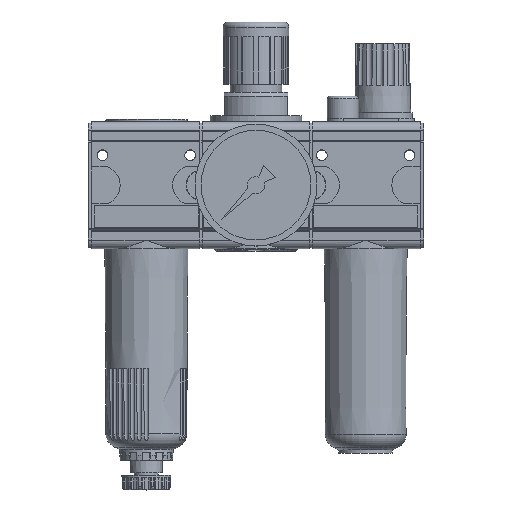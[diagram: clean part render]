
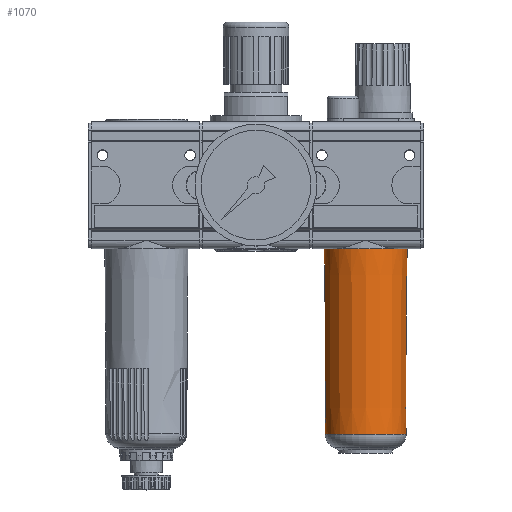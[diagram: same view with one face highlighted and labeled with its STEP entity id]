
A CAD part, top view. The second image highlights one B-rep face of the part: STEP entity #1070.
In plain terms, the highlighted conical face has half-angle 0.367 degrees and reference radius 17.085 mm.
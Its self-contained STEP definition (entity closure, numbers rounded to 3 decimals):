
#1070 = ADVANCED_FACE( '', ( #2694, #2695 ), #2696, .T. );
#2694 = FACE_BOUND( '', #4382, .T. );
#2695 = FACE_OUTER_BOUND( '', #4383, .T. );
#2696 = CONICAL_SURFACE( '', #4384, 17.085, 0.006 );
#4382 = EDGE_LOOP( '', ( #10082 ) );
#4383 = EDGE_LOOP( '', ( #10083 ) );
#4384 = AXIS2_PLACEMENT_3D( '', #10084, #10085, #10086 );
#10082 = ORIENTED_EDGE( '', *, *, #12208, .F. );
#10083 = ORIENTED_EDGE( '', *, *, #12209, .T. );
#10084 = CARTESIAN_POINT( '', ( 0., 0., 0. ) );
#10085 = DIRECTION( '', ( 0., 1., 0. ) );
#10086 = DIRECTION( '', ( 0., 0., 1. ) );
#12208 = EDGE_CURVE( '', #15253, #15253, #15254, .T. );
#12209 = EDGE_CURVE( '', #15255, #15255, #15256, .T. );
#15253 = VERTEX_POINT( '', #21328 );
#15254 = CIRCLE( '', #21329, 16.597 );
#15255 = VERTEX_POINT( '', #21330 );
#15256 = CIRCLE( '', #21331, 17.085 );
#21328 = CARTESIAN_POINT( '', ( 0., -76.162, -16.597 ) );
#21329 = AXIS2_PLACEMENT_3D( '', #24242, #24243, #24244 );
#21330 = CARTESIAN_POINT( '', ( 0., 0., -17.085 ) );
#21331 = AXIS2_PLACEMENT_3D( '', #24245, #24246, #24247 );
#24242 = CARTESIAN_POINT( '', ( 0., -76.162, 0. ) );
#24243 = DIRECTION( '', ( 0., -1., 0. ) );
#24244 = DIRECTION( '', ( 0., 0., -1. ) );
#24245 = CARTESIAN_POINT( '', ( 0., 0., 0. ) );
#24246 = DIRECTION( '', ( 0., -1., 0. ) );
#24247 = DIRECTION( '', ( 0., 0., -1. ) );
